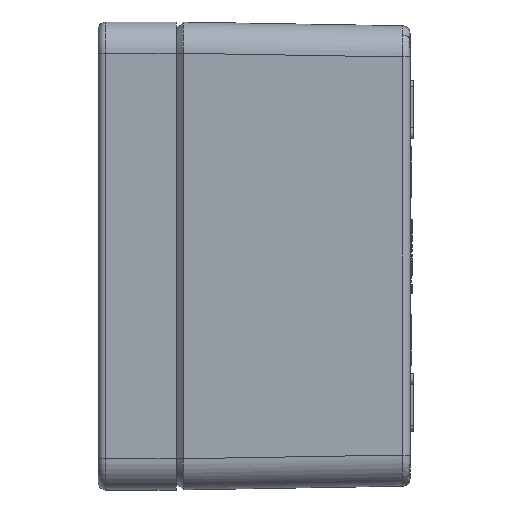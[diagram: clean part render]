
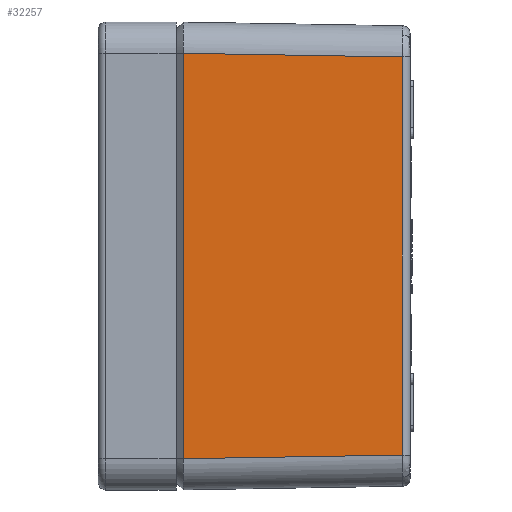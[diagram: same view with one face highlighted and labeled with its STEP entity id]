
A CAD part, left-side view. The second image highlights one B-rep face of the part: STEP entity #32257.
In plain terms, the highlighted planar face has unit normal (-1, -0.017, 0).
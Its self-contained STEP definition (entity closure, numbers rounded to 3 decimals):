
#1075 = LINE ( 'NONE', #38861, #42869 ) ;
#1076 = LINE ( 'NONE', #38867, #42870 ) ;
#1077 = LINE ( 'NONE', #38869, #42871 ) ;
#1078 = LINE ( 'NONE', #38871, #42872 ) ;
#1644 = VERTEX_POINT ( 'NONE', #15195 ) ;
#2001 = VERTEX_POINT ( 'NONE', #35388 ) ;
#2056 = VERTEX_POINT ( 'NONE', #35328 ) ;
#6077 = EDGE_CURVE ( 'NONE', #8328, #2056, #1075, .T. ) ;
#6079 = EDGE_CURVE ( 'NONE', #2056, #1644, #1076, .T. ) ;
#6080 = EDGE_CURVE ( 'NONE', #1644, #2001, #1077, .T. ) ;
#6081 = EDGE_CURVE ( 'NONE', #2001, #8328, #1078, .T. ) ;
#7190 = ORIENTED_EDGE ( 'NONE', *, *, #6080, .T. ) ;
#7191 = ORIENTED_EDGE ( 'NONE', *, *, #6077, .T. ) ;
#7192 = ORIENTED_EDGE ( 'NONE', *, *, #6079, .T. ) ;
#7193 = ORIENTED_EDGE ( 'NONE', *, *, #6081, .T. ) ;
#7375 = EDGE_LOOP ( 'NONE', ( #7191, #7192, #7190, #7193 ) ) ;
#8328 = VERTEX_POINT ( 'NONE', #26769 ) ;
#15195 = CARTESIAN_POINT ( 'NONE',  ( -109.97, -1.8, -51.971 ) ) ;
#26769 = CARTESIAN_POINT ( 'NONE',  ( -109.033, -58.033, 51.034 ) ) ;
#32257 = ADVANCED_FACE ( 'NONE', ( #45824 ), #47106, .T. ) ;
#35328 = CARTESIAN_POINT ( 'NONE',  ( -109.97, -1.8, 51.971 ) ) ;
#35388 = CARTESIAN_POINT ( 'NONE',  ( -109.033, -58.033, -51.034 ) ) ;
#37000 = AXIS2_PLACEMENT_3D ( 'NONE', #47107, #47108, #47109 ) ;
#38861 = CARTESIAN_POINT ( 'NONE',  ( -109.969, -1.866, 51.97 ) ) ;
#38862 = DIRECTION ( 'NONE',  ( -0.017, 1., 0.017 ) ) ;
#38867 = CARTESIAN_POINT ( 'NONE',  ( -109.97, -1.8, -60. ) ) ;
#38868 = DIRECTION ( 'NONE',  ( 0., 0., -1. ) ) ;
#38869 = CARTESIAN_POINT ( 'NONE',  ( -110.002, 0.133, -52.003 ) ) ;
#38870 = DIRECTION ( 'NONE',  ( 0.017, -1., 0.017 ) ) ;
#38871 = CARTESIAN_POINT ( 'NONE',  ( -109.033, -58.033, 51.001 ) ) ;
#38872 = DIRECTION ( 'NONE',  ( 0., 0., 1. ) ) ;
#42869 = VECTOR ( 'NONE', #38862, 1000. ) ;
#42870 = VECTOR ( 'NONE', #38868, 1000. ) ;
#42871 = VECTOR ( 'NONE', #38870, 1000. ) ;
#42872 = VECTOR ( 'NONE', #38872, 1000. ) ;
#45824 = FACE_OUTER_BOUND ( 'NONE', #7375, .T. ) ;
#47106 = PLANE ( 'NONE',  #37000 ) ;
#47107 = CARTESIAN_POINT ( 'NONE',  ( -110., 0., -60. ) ) ;
#47108 = DIRECTION ( 'NONE',  ( -1., -0.017, 0. ) ) ;
#47109 = DIRECTION ( 'NONE',  ( 0.017, -1., 0. ) ) ;
